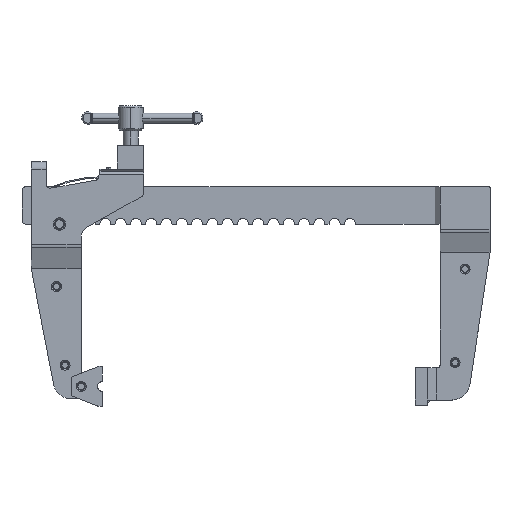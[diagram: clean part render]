
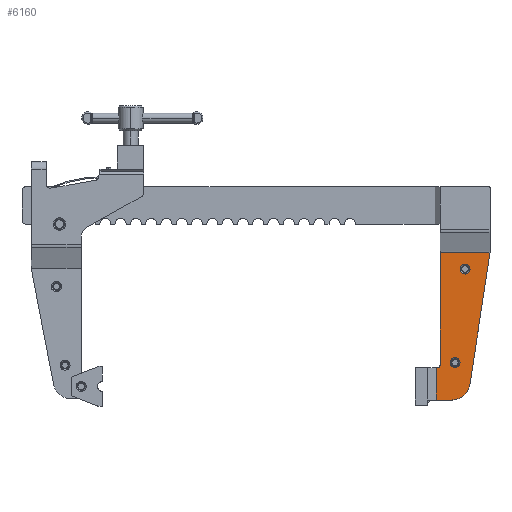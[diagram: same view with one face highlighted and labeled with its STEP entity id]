
A CAD part, top view. The second image highlights one B-rep face of the part: STEP entity #6160.
In plain terms, the highlighted planar face has unit normal (0, 0, 1).
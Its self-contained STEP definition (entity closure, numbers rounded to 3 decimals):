
#1795=CARTESIAN_POINT('',(354.446,-140.854,10.004));
#1796=VERTEX_POINT('',#1795);
#1812=CARTESIAN_POINT('',(359.5,-131.736,10.004));
#1813=VERTEX_POINT('',#1812);
#1820=CARTESIAN_POINT('',(344.671,-129.477,10.004));
#1821=DIRECTION('',(0.,0.,-1.0));
#1822=DIRECTION('',(0.652,-0.759,0.));
#1823=AXIS2_PLACEMENT_3D('',#1820,#1821,#1822);
#1824=CIRCLE('',#1823,15.);
#1825=EDGE_CURVE('',#1813,#1796,#1824,.T.);
#1837=CARTESIAN_POINT('',(334.973,-117.891,10.004));
#1838=VERTEX_POINT('',#1837);
#1854=CARTESIAN_POINT('',(333.559,-118.477,10.004));
#1855=VERTEX_POINT('',#1854);
#1862=CARTESIAN_POINT('',(333.559,-116.477,10.004));
#1863=DIRECTION('',(0.,0.,1.0));
#1864=DIRECTION('',(0.707,-0.707,0.));
#1865=AXIS2_PLACEMENT_3D('',#1862,#1863,#1864);
#1866=CIRCLE('',#1865,2.);
#1867=EDGE_CURVE('',#1855,#1838,#1866,.T.);
#2003=CARTESIAN_POINT('',(355.559,-43.477,10.004));
#2004=VERTEX_POINT('',#2003);
#2012=CARTESIAN_POINT('',(355.559,-35.477,10.004));
#2013=VERTEX_POINT('',#2012);
#2020=CARTESIAN_POINT('',(355.559,-39.477,10.004));
#2021=DIRECTION('',(0.0,0.0,-1.0));
#2022=DIRECTION('',(0.0,-1.0,0.0));
#2023=AXIS2_PLACEMENT_3D('',#2020,#2021,#2022);
#2024=CIRCLE('',#2023,4.);
#2025=EDGE_CURVE('',#2004,#2013,#2024,.T.);
#2119=CARTESIAN_POINT('',(347.559,-118.477,10.004));
#2120=VERTEX_POINT('',#2119);
#2128=CARTESIAN_POINT('',(347.559,-110.477,10.004));
#2129=VERTEX_POINT('',#2128);
#2136=CARTESIAN_POINT('',(347.559,-114.477,10.004));
#2137=DIRECTION('',(0.0,0.0,-1.0));
#2138=DIRECTION('',(0.0,-1.0,0.0));
#2139=AXIS2_PLACEMENT_3D('',#2136,#2137,#2138);
#2140=CIRCLE('',#2139,4.);
#2141=EDGE_CURVE('',#2120,#2129,#2140,.T.);
#3988=CARTESIAN_POINT('',(332.63,-144.477,10.004));
#3989=VERTEX_POINT('',#3988);
#3996=CARTESIAN_POINT('',(332.63,-118.477,10.004));
#3997=VERTEX_POINT('',#3996);
#3998=CARTESIAN_POINT('',(332.63,-118.477,10.004));
#3999=DIRECTION('',(0.0,-1.0,0.0));
#4000=VECTOR('',#3999,26.);
#4001=LINE('',#3998,#4000);
#4002=EDGE_CURVE('',#3997,#3989,#4001,.T.);
#4202=CARTESIAN_POINT('',(335.559,-116.477,10.004));
#4203=VERTEX_POINT('',#4202);
#4210=CARTESIAN_POINT('',(335.559,-26.36,10.004));
#4211=VERTEX_POINT('',#4210);
#4212=CARTESIAN_POINT('',(335.559,-26.36,10.004));
#4213=DIRECTION('',(0.0,-1.0,0.0));
#4214=VECTOR('',#4213,90.117);
#4215=LINE('',#4212,#4214);
#4216=EDGE_CURVE('',#4211,#4203,#4215,.T.);
#4717=CARTESIAN_POINT('',(333.559,-118.477,10.004));
#4718=DIRECTION('',(-1.0,0.0,0.0));
#4719=VECTOR('',#4718,0.929);
#4720=LINE('',#4717,#4719);
#4721=EDGE_CURVE('',#1855,#3997,#4720,.T.);
#5590=CARTESIAN_POINT('',(347.559,-114.477,10.004));
#5591=DIRECTION('',(0.0,0.0,-1.0));
#5592=DIRECTION('',(0.0,-1.0,0.0));
#5593=AXIS2_PLACEMENT_3D('',#5590,#5591,#5592);
#5594=CIRCLE('',#5593,4.);
#5595=EDGE_CURVE('',#2129,#2120,#5594,.T.);
#5674=CARTESIAN_POINT('',(355.559,-39.477,10.004));
#5675=DIRECTION('',(0.0,0.0,-1.0));
#5676=DIRECTION('',(0.0,-1.0,0.0));
#5677=AXIS2_PLACEMENT_3D('',#5674,#5675,#5676);
#5678=CIRCLE('',#5677,4.);
#5679=EDGE_CURVE('',#2013,#2004,#5678,.T.);
#5833=CARTESIAN_POINT('',(375.559,-26.36,10.004));
#5834=VERTEX_POINT('',#5833);
#5884=CARTESIAN_POINT('',(333.559,-116.477,10.004));
#5885=DIRECTION('',(0.,0.,1.0));
#5886=DIRECTION('',(0.707,-0.707,0.));
#5887=AXIS2_PLACEMENT_3D('',#5884,#5885,#5886);
#5888=CIRCLE('',#5887,2.);
#5889=EDGE_CURVE('',#1838,#4203,#5888,.T.);
#5908=CARTESIAN_POINT('',(344.671,-144.477,10.004));
#5909=VERTEX_POINT('',#5908);
#5910=CARTESIAN_POINT('',(344.671,-129.477,10.004));
#5911=DIRECTION('',(0.,0.,-1.0));
#5912=DIRECTION('',(0.652,-0.759,0.));
#5913=AXIS2_PLACEMENT_3D('',#5910,#5911,#5912);
#5914=CIRCLE('',#5913,15.);
#5915=EDGE_CURVE('',#1796,#5909,#5914,.T.);
#5985=CARTESIAN_POINT('',(332.63,-144.477,10.004));
#5986=DIRECTION('',(1.0,0.0,0.0));
#5987=VECTOR('',#5986,12.042);
#5988=LINE('',#5985,#5987);
#5989=EDGE_CURVE('',#3989,#5909,#5988,.T.);
#6005=CARTESIAN_POINT('',(359.5,-131.736,10.004));
#6006=DIRECTION('',(0.151,0.989,0.));
#6007=VECTOR('',#6006,106.593);
#6008=LINE('',#6005,#6007);
#6009=EDGE_CURVE('',#1813,#5834,#6008,.T.);
#6019=CARTESIAN_POINT('',(375.559,-26.36,10.004));
#6020=DIRECTION('',(-1.0,0.0,0.0));
#6021=VECTOR('',#6020,40.0);
#6022=LINE('',#6019,#6021);
#6023=EDGE_CURVE('',#5834,#4211,#6022,.T.);
#6135=CARTESIAN_POINT('',(355.559,-85.066,10.004));
#6136=DIRECTION('',(0.0,0.0,1.0));
#6137=DIRECTION('',(0.0,-1.0,0.0));
#6138=AXIS2_PLACEMENT_3D('',#6135,#6136,#6137);
#6139=PLANE('',#6138);
#6140=ORIENTED_EDGE('',*,*,#4002,.T.);
#6141=ORIENTED_EDGE('',*,*,#5989,.T.);
#6142=ORIENTED_EDGE('',*,*,#5915,.F.);
#6143=ORIENTED_EDGE('',*,*,#1825,.F.);
#6144=ORIENTED_EDGE('',*,*,#6009,.T.);
#6145=ORIENTED_EDGE('',*,*,#6023,.T.);
#6146=ORIENTED_EDGE('',*,*,#4216,.T.);
#6147=ORIENTED_EDGE('',*,*,#5889,.F.);
#6148=ORIENTED_EDGE('',*,*,#1867,.F.);
#6149=ORIENTED_EDGE('',*,*,#4721,.T.);
#6150=EDGE_LOOP('',(#6140,#6141,#6142,#6143,#6144,#6145,#6146,#6147,#6148,#6149));
#6151=FACE_OUTER_BOUND('',#6150,.T.);
#6152=ORIENTED_EDGE('',*,*,#2141,.T.);
#6153=ORIENTED_EDGE('',*,*,#5595,.T.);
#6154=EDGE_LOOP('',(#6152,#6153));
#6155=FACE_BOUND('',#6154,.T.);
#6156=ORIENTED_EDGE('',*,*,#2025,.T.);
#6157=ORIENTED_EDGE('',*,*,#5679,.T.);
#6158=EDGE_LOOP('',(#6156,#6157));
#6159=FACE_BOUND('',#6158,.T.);
#6160=ADVANCED_FACE('',(#6151,#6155,#6159),#6139,.T.);
